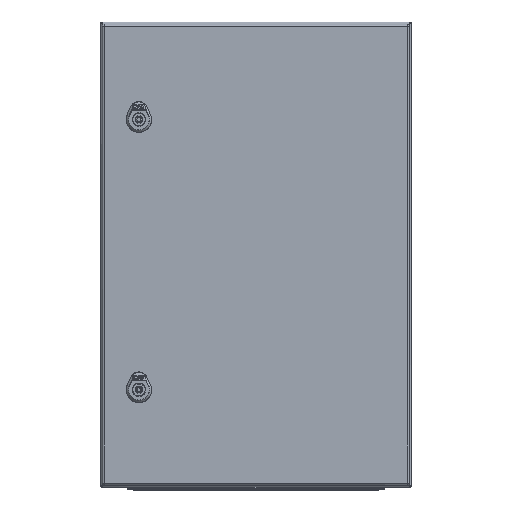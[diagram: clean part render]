
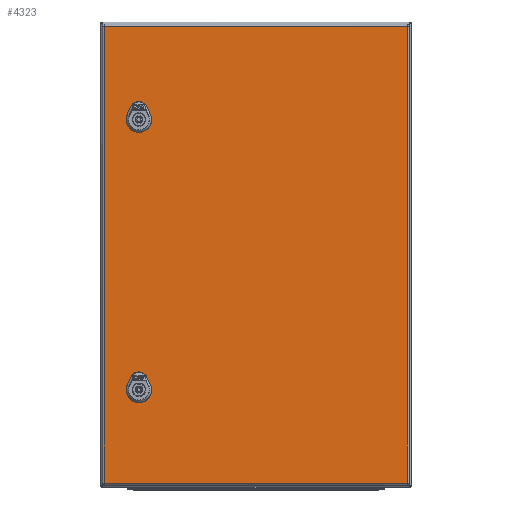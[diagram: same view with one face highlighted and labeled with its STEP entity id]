
A CAD part, top view. The second image highlights one B-rep face of the part: STEP entity #4323.
In plain terms, the highlighted face is planar.
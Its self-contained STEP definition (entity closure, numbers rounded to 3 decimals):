
#917=FACE_BOUND('',#6771,.T.);
#918=FACE_BOUND('',#6772,.T.);
#919=FACE_BOUND('',#6773,.T.);
#4323=ADVANCED_FACE('',(#917,#918,#919),#4989,.F.);
#4989=PLANE('',#20180);
#6771=EDGE_LOOP('',(#11256,#11257,#11258,#11259,#11260,#11261,#11262,#11263));
#6772=EDGE_LOOP('',(#11264,#11265,#11266,#11267,#11268,#11269,#11270,#11271));
#6773=EDGE_LOOP('',(#11272,#11273,#11274,#11275));
#7714=CIRCLE('',#20172,11.25);
#7715=CIRCLE('',#20173,11.25);
#7716=CIRCLE('',#20174,11.25);
#7717=CIRCLE('',#20175,11.25);
#7718=CIRCLE('',#20176,11.25);
#7719=CIRCLE('',#20177,11.25);
#7720=CIRCLE('',#20178,11.25);
#7721=CIRCLE('',#20179,11.25);
#11256=ORIENTED_EDGE('',*,*,#15905,.T.);
#11257=ORIENTED_EDGE('',*,*,#15906,.T.);
#11258=ORIENTED_EDGE('',*,*,#15907,.T.);
#11259=ORIENTED_EDGE('',*,*,#15908,.T.);
#11260=ORIENTED_EDGE('',*,*,#15909,.T.);
#11261=ORIENTED_EDGE('',*,*,#15910,.T.);
#11262=ORIENTED_EDGE('',*,*,#15911,.T.);
#11263=ORIENTED_EDGE('',*,*,#15912,.T.);
#11264=ORIENTED_EDGE('',*,*,#15913,.T.);
#11265=ORIENTED_EDGE('',*,*,#15914,.T.);
#11266=ORIENTED_EDGE('',*,*,#15915,.T.);
#11267=ORIENTED_EDGE('',*,*,#15916,.T.);
#11268=ORIENTED_EDGE('',*,*,#15917,.T.);
#11269=ORIENTED_EDGE('',*,*,#15918,.T.);
#11270=ORIENTED_EDGE('',*,*,#15919,.T.);
#11271=ORIENTED_EDGE('',*,*,#15920,.T.);
#11272=ORIENTED_EDGE('',*,*,#15921,.T.);
#11273=ORIENTED_EDGE('',*,*,#15922,.T.);
#11274=ORIENTED_EDGE('',*,*,#15923,.T.);
#11275=ORIENTED_EDGE('',*,*,#15924,.T.);
#13898=VERTEX_POINT('',#36011);
#13899=VERTEX_POINT('',#36012);
#13900=VERTEX_POINT('',#36014);
#13901=VERTEX_POINT('',#36016);
#13902=VERTEX_POINT('',#36018);
#13903=VERTEX_POINT('',#36020);
#13904=VERTEX_POINT('',#36022);
#13905=VERTEX_POINT('',#36024);
#13906=VERTEX_POINT('',#36027);
#13907=VERTEX_POINT('',#36028);
#13908=VERTEX_POINT('',#36030);
#13909=VERTEX_POINT('',#36032);
#13910=VERTEX_POINT('',#36034);
#13911=VERTEX_POINT('',#36036);
#13912=VERTEX_POINT('',#36038);
#13913=VERTEX_POINT('',#36040);
#13914=VERTEX_POINT('',#36043);
#13915=VERTEX_POINT('',#36044);
#13916=VERTEX_POINT('',#36046);
#13917=VERTEX_POINT('',#36048);
#15905=EDGE_CURVE('',#13898,#13899,#17512,.T.);
#15906=EDGE_CURVE('',#13899,#13900,#7714,.T.);
#15907=EDGE_CURVE('',#13900,#13901,#17513,.T.);
#15908=EDGE_CURVE('',#13901,#13902,#7715,.T.);
#15909=EDGE_CURVE('',#13902,#13903,#17514,.T.);
#15910=EDGE_CURVE('',#13903,#13904,#7716,.T.);
#15911=EDGE_CURVE('',#13904,#13905,#17515,.T.);
#15912=EDGE_CURVE('',#13905,#13898,#7717,.T.);
#15913=EDGE_CURVE('',#13906,#13907,#17516,.T.);
#15914=EDGE_CURVE('',#13907,#13908,#7718,.T.);
#15915=EDGE_CURVE('',#13908,#13909,#17517,.T.);
#15916=EDGE_CURVE('',#13909,#13910,#7719,.T.);
#15917=EDGE_CURVE('',#13910,#13911,#17518,.T.);
#15918=EDGE_CURVE('',#13911,#13912,#7720,.T.);
#15919=EDGE_CURVE('',#13912,#13913,#17519,.T.);
#15920=EDGE_CURVE('',#13913,#13906,#7721,.T.);
#15921=EDGE_CURVE('',#13914,#13915,#17520,.T.);
#15922=EDGE_CURVE('',#13915,#13916,#17521,.T.);
#15923=EDGE_CURVE('',#13916,#13917,#17522,.T.);
#15924=EDGE_CURVE('',#13917,#13914,#17523,.T.);
#17512=LINE('',#36010,#18726);
#17513=LINE('',#36015,#18727);
#17514=LINE('',#36019,#18728);
#17515=LINE('',#36023,#18729);
#17516=LINE('',#36026,#18730);
#17517=LINE('',#36031,#18731);
#17518=LINE('',#36035,#18732);
#17519=LINE('',#36039,#18733);
#17520=LINE('',#36042,#18734);
#17521=LINE('',#36045,#18735);
#17522=LINE('',#36047,#18736);
#17523=LINE('',#36049,#18737);
#18726=VECTOR('',#23584,1.);
#18727=VECTOR('',#23587,1.);
#18728=VECTOR('',#23590,1.);
#18729=VECTOR('',#23593,1.);
#18730=VECTOR('',#23596,1.);
#18731=VECTOR('',#23599,1.);
#18732=VECTOR('',#23602,1.);
#18733=VECTOR('',#23605,1.);
#18734=VECTOR('',#23608,1.);
#18735=VECTOR('',#23609,1.);
#18736=VECTOR('',#23610,1.);
#18737=VECTOR('',#23611,1.);
#20172=AXIS2_PLACEMENT_3D('',#36013,#23585,#23586);
#20173=AXIS2_PLACEMENT_3D('',#36017,#23588,#23589);
#20174=AXIS2_PLACEMENT_3D('',#36021,#23591,#23592);
#20175=AXIS2_PLACEMENT_3D('',#36025,#23594,#23595);
#20176=AXIS2_PLACEMENT_3D('',#36029,#23597,#23598);
#20177=AXIS2_PLACEMENT_3D('',#36033,#23600,#23601);
#20178=AXIS2_PLACEMENT_3D('',#36037,#23603,#23604);
#20179=AXIS2_PLACEMENT_3D('',#36041,#23606,#23607);
#20180=AXIS2_PLACEMENT_3D('',#36050,#23612,#23613);
#23584=DIRECTION('',(-1.,0.,0.));
#23585=DIRECTION('',(0.,0.,1.));
#23586=DIRECTION('',(1.,0.,0.));
#23587=DIRECTION('',(0.,-1.,0.));
#23588=DIRECTION('',(0.,0.,1.));
#23589=DIRECTION('',(1.,0.,0.));
#23590=DIRECTION('',(1.,0.,0.));
#23591=DIRECTION('',(0.,0.,1.));
#23592=DIRECTION('',(1.,0.,0.));
#23593=DIRECTION('',(0.,1.,0.));
#23594=DIRECTION('',(0.,0.,1.));
#23595=DIRECTION('',(1.,0.,0.));
#23596=DIRECTION('',(-1.,0.,0.));
#23597=DIRECTION('',(0.,0.,1.));
#23598=DIRECTION('',(1.,0.,0.));
#23599=DIRECTION('',(0.,-1.,0.));
#23600=DIRECTION('',(0.,0.,1.));
#23601=DIRECTION('',(1.,0.,0.));
#23602=DIRECTION('',(1.,0.,0.));
#23603=DIRECTION('',(0.,0.,1.));
#23604=DIRECTION('',(1.,0.,0.));
#23605=DIRECTION('',(0.,1.,0.));
#23606=DIRECTION('',(0.,0.,1.));
#23607=DIRECTION('',(1.,0.,0.));
#23608=DIRECTION('',(0.,1.,0.));
#23609=DIRECTION('',(1.,0.,0.));
#23610=DIRECTION('',(0.,-1.,0.));
#23611=DIRECTION('',(-1.,0.,0.));
#23612=DIRECTION('',(0.,0.,1.));
#23613=DIRECTION('',(-1.,0.,0.));
#36010=CARTESIAN_POINT('',(-195.65,-164.,0.));
#36011=CARTESIAN_POINT('',(155.396,-164.,0.));
#36012=CARTESIAN_POINT('',(145.904,-164.,0.));
#36013=CARTESIAN_POINT('',(150.65,-174.2,0.));
#36014=CARTESIAN_POINT('',(140.45,-169.454,0.));
#36015=CARTESIAN_POINT('',(140.45,-294.7,0.));
#36016=CARTESIAN_POINT('',(140.45,-178.946,0.));
#36017=CARTESIAN_POINT('',(150.65,-174.2,0.));
#36018=CARTESIAN_POINT('',(145.904,-184.4,0.));
#36019=CARTESIAN_POINT('',(-195.65,-184.4,0.));
#36020=CARTESIAN_POINT('',(155.396,-184.4,0.));
#36021=CARTESIAN_POINT('',(150.65,-174.2,0.));
#36022=CARTESIAN_POINT('',(160.85,-178.946,0.));
#36023=CARTESIAN_POINT('',(160.85,-294.7,0.));
#36024=CARTESIAN_POINT('',(160.85,-169.454,0.));
#36025=CARTESIAN_POINT('',(150.65,-174.2,0.));
#36026=CARTESIAN_POINT('',(-195.65,184.4,0.));
#36027=CARTESIAN_POINT('',(155.396,184.4,0.));
#36028=CARTESIAN_POINT('',(145.904,184.4,0.));
#36029=CARTESIAN_POINT('',(150.65,174.2,0.));
#36030=CARTESIAN_POINT('',(140.45,178.946,0.));
#36031=CARTESIAN_POINT('',(140.45,-294.7,0.));
#36032=CARTESIAN_POINT('',(140.45,169.454,0.));
#36033=CARTESIAN_POINT('',(150.65,174.2,0.));
#36034=CARTESIAN_POINT('',(145.904,164.,0.));
#36035=CARTESIAN_POINT('',(-195.65,164.,0.));
#36036=CARTESIAN_POINT('',(155.396,164.,0.));
#36037=CARTESIAN_POINT('',(150.65,174.2,0.));
#36038=CARTESIAN_POINT('',(160.85,169.454,0.));
#36039=CARTESIAN_POINT('',(160.85,-294.7,0.));
#36040=CARTESIAN_POINT('',(160.85,178.946,0.));
#36041=CARTESIAN_POINT('',(150.65,174.2,0.));
#36042=CARTESIAN_POINT('',(-195.35,-294.7,0.));
#36043=CARTESIAN_POINT('',(-195.35,-294.4,0.));
#36044=CARTESIAN_POINT('',(-195.35,294.4,0.));
#36045=CARTESIAN_POINT('',(-195.65,294.4,0.));
#36046=CARTESIAN_POINT('',(195.35,294.4,0.));
#36047=CARTESIAN_POINT('',(195.35,-294.7,0.));
#36048=CARTESIAN_POINT('',(195.35,-294.4,0.));
#36049=CARTESIAN_POINT('',(-195.65,-294.4,0.));
#36050=CARTESIAN_POINT('',(-195.65,-294.7,0.));
